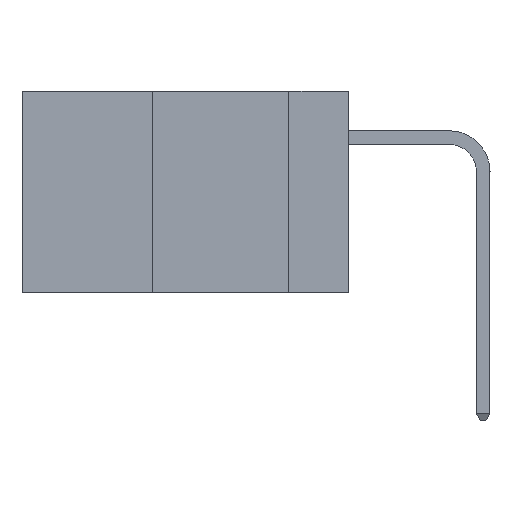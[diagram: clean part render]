
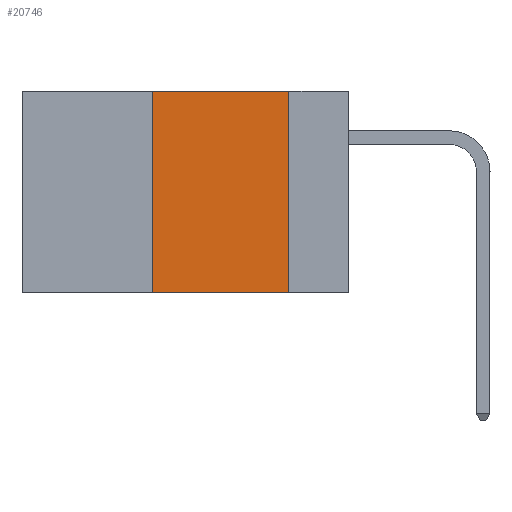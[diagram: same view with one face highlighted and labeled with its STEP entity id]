
A CAD part, left-side view. The second image highlights one B-rep face of the part: STEP entity #20746.
In plain terms, the highlighted planar face has unit normal (-1, 0, 0).
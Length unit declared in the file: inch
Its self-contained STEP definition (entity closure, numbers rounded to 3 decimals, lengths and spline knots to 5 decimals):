
#602 = LINE ( 'NONE', #32390, #20189 ) ;
#691 = CARTESIAN_POINT ( 'NONE',  ( 0., 0.6, 0. ) ) ;
#2402 = VERTEX_POINT ( 'NONE', #23027 ) ;
#4925 = ORIENTED_EDGE ( 'NONE', *, *, #13756, .F. ) ;
#6894 = CARTESIAN_POINT ( 'NONE',  ( 0., 0.6, 0. ) ) ;
#6905 = DIRECTION ( 'NONE',  ( 0., -1., 0. ) ) ;
#7126 = VECTOR ( 'NONE', #12497, 39.37008 ) ;
#7902 = LINE ( 'NONE', #14925, #7126 ) ;
#8536 = AXIS2_PLACEMENT_3D ( 'NONE', #6894, #9405, #27225 ) ;
#8916 = LINE ( 'NONE', #28105, #15729 ) ;
#8999 = VERTEX_POINT ( 'NONE', #10433 ) ;
#9405 = DIRECTION ( 'NONE',  ( 1., 0., 0. ) ) ;
#10433 = CARTESIAN_POINT ( 'NONE',  ( 0., 0.36, -0.37 ) ) ;
#11219 = ORIENTED_EDGE ( 'NONE', *, *, #13915, .F. ) ;
#12497 = DIRECTION ( 'NONE',  ( 0., 0., -1. ) ) ;
#12901 = DIRECTION ( 'NONE',  ( 0., 0., 1. ) ) ;
#13543 = DIRECTION ( 'NONE',  ( 0., -1., 0. ) ) ;
#13756 = EDGE_CURVE ( 'NONE', #8999, #14451, #8916, .T. ) ;
#13915 = EDGE_CURVE ( 'NONE', #14451, #32923, #18518, .T. ) ;
#14451 = VERTEX_POINT ( 'NONE', #15617 ) ;
#14925 = CARTESIAN_POINT ( 'NONE',  ( 0., 0.11, 0. ) ) ;
#15110 = FACE_OUTER_BOUND ( 'NONE', #28775, .T. ) ;
#15617 = CARTESIAN_POINT ( 'NONE',  ( 0., 0.36, 0. ) ) ;
#15729 = VECTOR ( 'NONE', #12901, 39.37008 ) ;
#16910 = VECTOR ( 'NONE', #13543, 39.37008 ) ;
#18518 = LINE ( 'NONE', #691, #16910 ) ;
#20189 = VECTOR ( 'NONE', #6905, 39.37008 ) ;
#20746 = ADVANCED_FACE ( 'NONE', ( #15110 ), #24679, .F. ) ;
#22234 = ORIENTED_EDGE ( 'NONE', *, *, #22488, .T. ) ;
#22365 = CARTESIAN_POINT ( 'NONE',  ( 0., 0.11, 0. ) ) ;
#22488 = EDGE_CURVE ( 'NONE', #8999, #2402, #602, .T. ) ;
#23027 = CARTESIAN_POINT ( 'NONE',  ( 0., 0.11, -0.37 ) ) ;
#24679 = PLANE ( 'NONE',  #8536 ) ;
#27225 = DIRECTION ( 'NONE',  ( 0., 0., -1. ) ) ;
#28105 = CARTESIAN_POINT ( 'NONE',  ( 0., 0.36, 0. ) ) ;
#28223 = EDGE_CURVE ( 'NONE', #32923, #2402, #7902, .T. ) ;
#28775 = EDGE_LOOP ( 'NONE', ( #30312, #11219, #4925, #22234 ) ) ;
#30312 = ORIENTED_EDGE ( 'NONE', *, *, #28223, .F. ) ;
#32390 = CARTESIAN_POINT ( 'NONE',  ( 0., 0.6, -0.37 ) ) ;
#32923 = VERTEX_POINT ( 'NONE', #22365 ) ;
